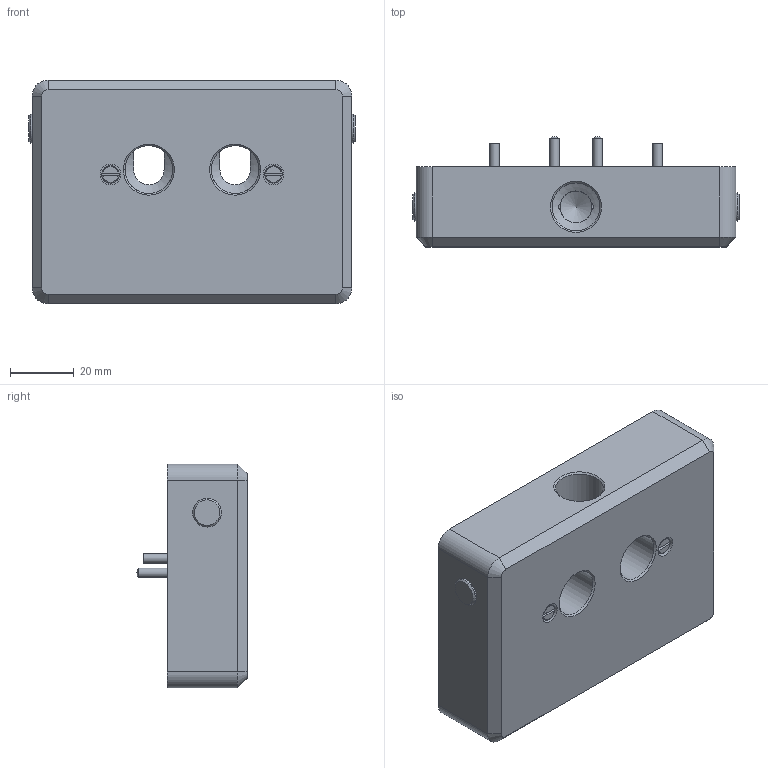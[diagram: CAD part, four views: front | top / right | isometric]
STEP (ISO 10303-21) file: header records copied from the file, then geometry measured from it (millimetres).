
FILE_DESCRIPTION(/* description */ (''),/* implementation_level */ '2;1');
FILE_NAME(/* name */ 'PROTO V2 TBG 5 3_8_egysz',/* time_stamp */ '2022-06-16T14:16:42+02:00',/* author */ ('rmachek'),/* organization */ ('HAFNER Pneumatika Kft.'),/* preprocessor_version */ 'ST-DEVELOPER v16.7',/* originating_system */ 'Solid Edge',/* authorisation */ 'Unknown');
FILE_SCHEMA (('AUTOMOTIVE_DESIGN {1 0 10303 214 3 1 1}'));
Length unit declared in the file: millimetre
Products named in the file (5): PROTO V2 TBG 5 3_8; PROTO V2 ARBG 5 3_8; DB 08 EC; DIN84-A2-M3x30; DIN7-A1-3m6x20
Assembly tree (7 placements, depth 2):
  PROTO V2 TBG 5 3_8
    PROTO V2 ARBG 5 3_8
    DB 08 EC  x2
    DIN84-A2-M3x30  x2
    DIN7-A1-3m6x20  x2
Bounding box: 102 x 34.45 x 70 mm (x, y, z)
Volume: 159149.8 mm3; surface area: 28680.9 mm2
Topology: 7 solids, 7 shells, 140 faces, 356 edges, 229 vertices
Faces by surface type: cylinder 47, plane 42, cone 39, torus 8, sphere 4
Full cylindrical faces by diameter (mm): 2.675 x2, 3 x8, 3.2 x2, 3.242 x6, 4 x2, 6 x2, 6.5 x2, 8 x2, 8.06 x2, 9 x2, 10 x1, 14.95 x6
Entity records: 3679 total; most frequent: CARTESIAN_POINT 592, DIRECTION 498, ORIENTED_EDGE 358, AXIS2_PLACEMENT_3D 223, FACE_BOUND 202, EDGE_LOOP 194, EDGE_CURVE 179, VERTEX_POINT 147
